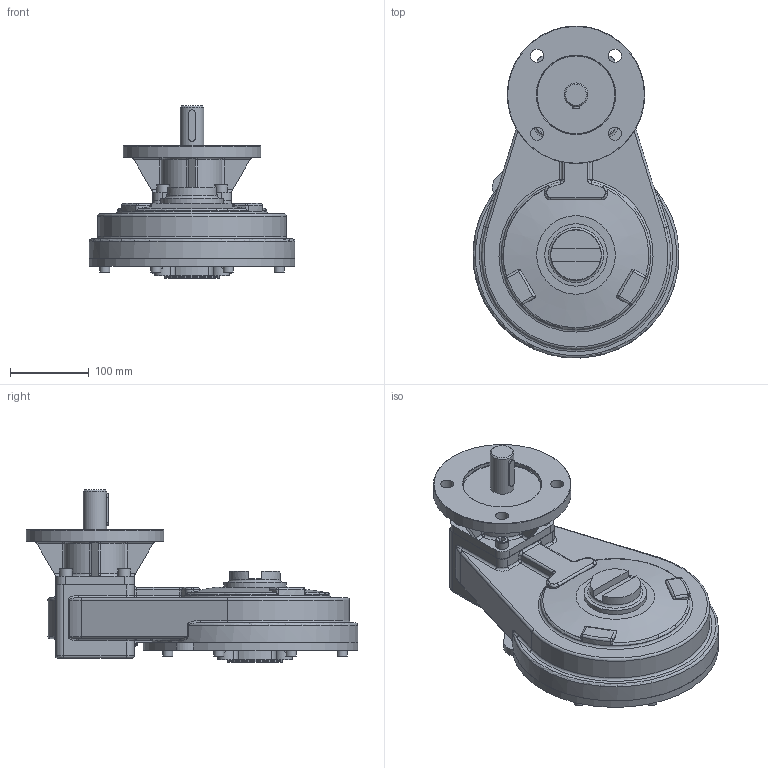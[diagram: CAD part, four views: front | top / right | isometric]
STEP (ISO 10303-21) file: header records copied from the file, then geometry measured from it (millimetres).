
FILE_DESCRIPTION( ( 'Unknown' ), '1' );
FILE_NAME( 'PUBIS4-F14-F10_simplified.stp', 'Unknown', ( 'Unknown' ), ( 'Unknown' ), 'PSStep 15.0.49', 'Unknown', ' ' );
FILE_SCHEMA( ( 'AUTOMOTIVE_DESIGN { 1 0 10303 214 1 1 1 1 }' ) );
Length unit declared in the file: millimetre
Products named in the file (21): 1; 2; 3; 4; 5; 6; 7; 8; 9; 10; 11; 12; 13; 14; 15; 16; 17; 18; 19; 20; 21
Bounding box: 261.86 x 421.87 x 218.85 mm (x, y, z)
Surface area: 382437.6 mm2 (no closed solid volume)
Topology: 0 solids, 526 shells, 526 faces, 2425 edges, 2319 vertices
Faces by surface type: cylinder 180, plane 165, torus 80, sphere 46, bspline 30, cone 25
Full cylindrical faces by diameter (mm): 8.376 x4, 13 x8, 16 x4, 16.5 x4, 30 x1, 55.05 x1, 69.925 x1, 79.375 x1, 84.95 x1, 100 x1, 175 x1
Entity records: 39320 total; most frequent: CARTESIAN_POINT 16438, DIRECTION 4311, VERTEX_POINT 2293, ORIENTED_EDGE 2289, EDGE_CURVE 2289, AXIS2_PLACEMENT_3D 1658, CIRCLE 1073, LINE 995
